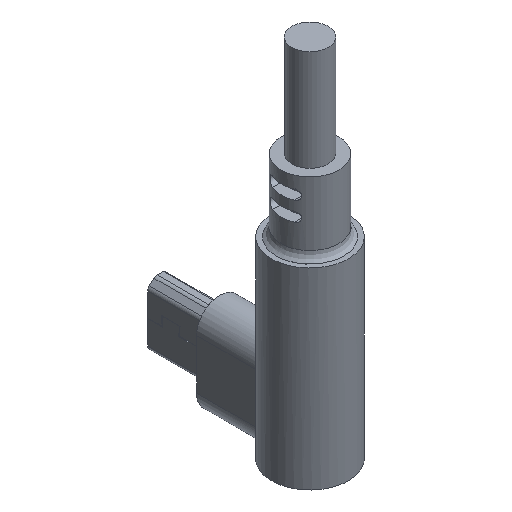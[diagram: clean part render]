
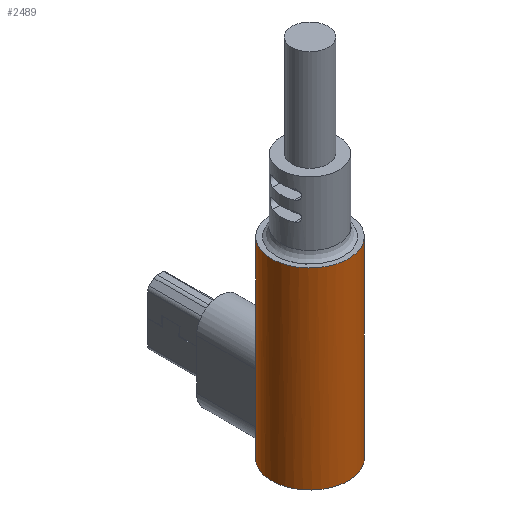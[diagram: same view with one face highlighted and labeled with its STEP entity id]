
A CAD part, isometric view. The second image highlights one B-rep face of the part: STEP entity #2489.
In plain terms, the highlighted cylindrical face has radius 4 mm (diameter 8 mm), a full revolution.
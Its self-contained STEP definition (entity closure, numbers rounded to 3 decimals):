
#45=CIRCLE('',#2650,4.);
#46=CIRCLE('',#2651,4.);
#47=CIRCLE('',#2652,4.);
#240=FACE_OUTER_BOUND('',#380,.T.);
#380=EDGE_LOOP('',(#1688,#1689,#1690,#1691,#1692,#1693,#1694,#1695,#1696,
#1697));
#533=LINE('',#3645,#777);
#535=LINE('',#3653,#779);
#536=LINE('',#3668,#780);
#777=VECTOR('',#2895,10.);
#779=VECTOR('',#2903,4.);
#780=VECTOR('',#2906,10.);
#1019=B_SPLINE_CURVE_WITH_KNOTS('',3,(#3619,#3620,#3621,#3622,#3623,#3624,
#3625,#3626,#3627,#3628),.UNSPECIFIED.,.F.,.F.,(4,2,2,2,4),(0.076,
0.095,0.114,0.133,0.151),
 .UNSPECIFIED.);
#1021=B_SPLINE_CURVE_WITH_KNOTS('',3,(#3657,#3658,#3659,#3660,#3661,#3662,
#3663,#3664,#3665,#3666),.UNSPECIFIED.,.F.,.F.,(4,2,2,2,4),(0.303,
0.322,0.341,0.359,0.378),
 .UNSPECIFIED.);
#1022=B_SPLINE_CURVE_WITH_KNOTS('',3,(#3669,#3670,#3671,#3672,#3673,#3674,
#3675,#3676,#3677,#3678,#3679,#3680,#3681,#3682,#3683,#3684,#3685,#3686),
 .UNSPECIFIED.,.F.,.F.,(4,2,2,2,2,2,2,2,4),(-0.864,-0.755,
-0.646,-0.539,-0.432,-0.325,
-0.217,-0.109,0.),.UNSPECIFIED.);
#1049=VERTEX_POINT('',#3617);
#1050=VERTEX_POINT('',#3618);
#1053=VERTEX_POINT('',#3644);
#1055=VERTEX_POINT('',#3650);
#1056=VERTEX_POINT('',#3652);
#1057=VERTEX_POINT('',#3654);
#1058=VERTEX_POINT('',#3656);
#1059=VERTEX_POINT('',#3667);
#1300=EDGE_CURVE('',#1049,#1050,#1019,.T.);
#1304=EDGE_CURVE('',#1050,#1053,#533,.T.);
#1307=EDGE_CURVE('',#1055,#1055,#45,.T.);
#1308=EDGE_CURVE('',#1055,#1056,#535,.T.);
#1309=EDGE_CURVE('',#1056,#1057,#46,.T.);
#1310=EDGE_CURVE('',#1058,#1057,#1021,.T.);
#1311=EDGE_CURVE('',#1058,#1059,#536,.T.);
#1312=EDGE_CURVE('',#1059,#1053,#1022,.T.);
#1313=EDGE_CURVE('',#1049,#1056,#47,.T.);
#1688=ORIENTED_EDGE('',*,*,#1307,.F.);
#1689=ORIENTED_EDGE('',*,*,#1308,.T.);
#1690=ORIENTED_EDGE('',*,*,#1309,.T.);
#1691=ORIENTED_EDGE('',*,*,#1310,.F.);
#1692=ORIENTED_EDGE('',*,*,#1311,.T.);
#1693=ORIENTED_EDGE('',*,*,#1312,.T.);
#1694=ORIENTED_EDGE('',*,*,#1304,.F.);
#1695=ORIENTED_EDGE('',*,*,#1300,.F.);
#1696=ORIENTED_EDGE('',*,*,#1313,.T.);
#1697=ORIENTED_EDGE('',*,*,#1308,.F.);
#2441=CYLINDRICAL_SURFACE('',#2649,4.);
#2489=ADVANCED_FACE('',(#240),#2441,.T.);
#2649=AXIS2_PLACEMENT_3D('',#3649,#2899,#2900);
#2650=AXIS2_PLACEMENT_3D('',#3651,#2901,#2902);
#2651=AXIS2_PLACEMENT_3D('',#3655,#2904,#2905);
#2652=AXIS2_PLACEMENT_3D('',#3687,#2907,#2908);
#2895=DIRECTION('',(0.,0.,1.));
#2899=DIRECTION('center_axis',(0.,0.,1.));
#2900=DIRECTION('ref_axis',(-0.686,0.728,0.));
#2901=DIRECTION('center_axis',(0.,0.,1.));
#2902=DIRECTION('ref_axis',(1.,0.,0.));
#2903=DIRECTION('',(0.,0.,-1.));
#2904=DIRECTION('center_axis',(0.,0.,1.));
#2905=DIRECTION('ref_axis',(-0.686,0.728,0.));
#2906=DIRECTION('',(0.,0.,1.));
#2907=DIRECTION('center_axis',(0.,0.,1.));
#2908=DIRECTION('ref_axis',(-0.686,0.728,0.));
#3617=CARTESIAN_POINT('',(-3.085,2.546,0.));
#3618=CARTESIAN_POINT('',(-2.743,2.911,0.5));
#3619=CARTESIAN_POINT('Ctrl Pts',(-3.085,2.546,0.));
#3620=CARTESIAN_POINT('Ctrl Pts',(-3.045,2.594,0.));
#3621=CARTESIAN_POINT('Ctrl Pts',(-3.001,2.645,0.012));
#3622=CARTESIAN_POINT('Ctrl Pts',(-2.918,2.737,0.063));
#3623=CARTESIAN_POINT('Ctrl Pts',(-2.879,2.777,0.102));
#3624=CARTESIAN_POINT('Ctrl Pts',(-2.816,2.841,0.191));
#3625=CARTESIAN_POINT('Ctrl Pts',(-2.789,2.868,0.247));
#3626=CARTESIAN_POINT('Ctrl Pts',(-2.752,2.903,0.37));
#3627=CARTESIAN_POINT('Ctrl Pts',(-2.743,2.911,0.437));
#3628=CARTESIAN_POINT('Ctrl Pts',(-2.743,2.911,0.5));
#3644=CARTESIAN_POINT('',(-2.743,2.911,7.756));
#3645=CARTESIAN_POINT('',(-2.743,2.911,0.));
#3649=CARTESIAN_POINT('Origin',(0.,0.,0.));
#3650=CARTESIAN_POINT('',(2.743,-2.911,20.));
#3651=CARTESIAN_POINT('Origin',(0.,0.,20.));
#3652=CARTESIAN_POINT('',(2.743,-2.911,0.));
#3653=CARTESIAN_POINT('',(2.743,-2.911,0.));
#3654=CARTESIAN_POINT('',(3.085,2.546,0.));
#3655=CARTESIAN_POINT('Origin',(0.,0.,0.));
#3656=CARTESIAN_POINT('',(2.743,2.911,0.5));
#3657=CARTESIAN_POINT('Ctrl Pts',(2.743,2.911,0.5));
#3658=CARTESIAN_POINT('Ctrl Pts',(2.743,2.911,0.437));
#3659=CARTESIAN_POINT('Ctrl Pts',(2.752,2.903,0.37));
#3660=CARTESIAN_POINT('Ctrl Pts',(2.789,2.868,0.247));
#3661=CARTESIAN_POINT('Ctrl Pts',(2.816,2.841,0.191));
#3662=CARTESIAN_POINT('Ctrl Pts',(2.879,2.777,0.102));
#3663=CARTESIAN_POINT('Ctrl Pts',(2.918,2.737,0.063));
#3664=CARTESIAN_POINT('Ctrl Pts',(3.001,2.645,0.012));
#3665=CARTESIAN_POINT('Ctrl Pts',(3.045,2.594,0.));
#3666=CARTESIAN_POINT('Ctrl Pts',(3.085,2.546,0.));
#3667=CARTESIAN_POINT('',(2.743,2.911,7.756));
#3668=CARTESIAN_POINT('',(2.743,2.911,0.));
#3669=CARTESIAN_POINT('Ctrl Pts',(2.743,2.911,7.756));
#3670=CARTESIAN_POINT('Ctrl Pts',(2.743,2.911,8.118));
#3671=CARTESIAN_POINT('Ctrl Pts',(2.668,2.986,8.488));
#3672=CARTESIAN_POINT('Ctrl Pts',(2.386,3.216,9.157));
#3673=CARTESIAN_POINT('Ctrl Pts',(2.178,3.366,9.457));
#3674=CARTESIAN_POINT('Ctrl Pts',(1.704,3.629,9.93));
#3675=CARTESIAN_POINT('Ctrl Pts',(1.404,3.762,10.14));
#3676=CARTESIAN_POINT('Ctrl Pts',(0.731,3.948,10.424));
#3677=CARTESIAN_POINT('Ctrl Pts',(0.358,4.,10.498));
#3678=CARTESIAN_POINT('Ctrl Pts',(-0.358,4.,10.498));
#3679=CARTESIAN_POINT('Ctrl Pts',(-0.731,3.948,10.424));
#3680=CARTESIAN_POINT('Ctrl Pts',(-1.404,3.762,10.14));
#3681=CARTESIAN_POINT('Ctrl Pts',(-1.704,3.629,9.93));
#3682=CARTESIAN_POINT('Ctrl Pts',(-2.178,3.366,9.457));
#3683=CARTESIAN_POINT('Ctrl Pts',(-2.386,3.216,9.157));
#3684=CARTESIAN_POINT('Ctrl Pts',(-2.668,2.986,8.488));
#3685=CARTESIAN_POINT('Ctrl Pts',(-2.743,2.911,8.118));
#3686=CARTESIAN_POINT('Ctrl Pts',(-2.743,2.911,7.756));
#3687=CARTESIAN_POINT('Origin',(0.,0.,0.));
